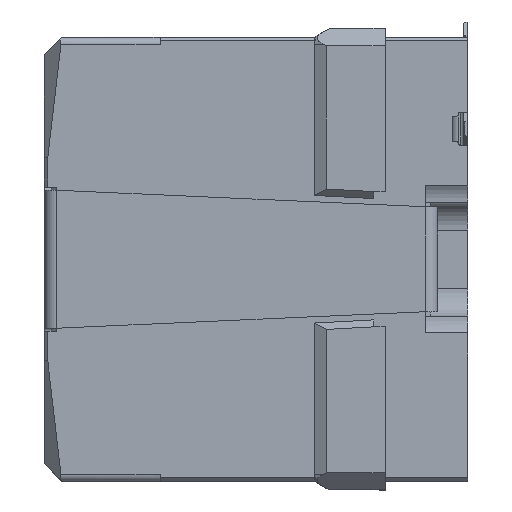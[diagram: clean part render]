
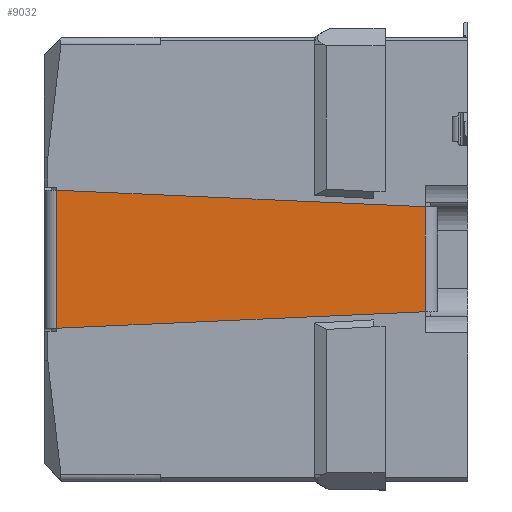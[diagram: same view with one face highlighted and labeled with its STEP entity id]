
A CAD part, left-side view. The second image highlights one B-rep face of the part: STEP entity #9032.
In plain terms, the highlighted planar face has unit normal (-1, 0, 0).
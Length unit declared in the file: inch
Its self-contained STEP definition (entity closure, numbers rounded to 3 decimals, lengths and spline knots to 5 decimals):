
#310 = CARTESIAN_POINT ( 'NONE',  ( -0.30512, -0.33402, 0.29391 ) ) ;
#1264 = CARTESIAN_POINT ( 'NONE',  ( -0.30512, 0.08133, 0.31251 ) ) ;
#1641 = VECTOR ( 'NONE', #7510, 39.37008 ) ;
#1737 = DIRECTION ( 'NONE',  ( 0., 0.999, -0.045 ) ) ;
#1801 = EDGE_CURVE ( 'NONE', #6694, #15781, #3908, .T. ) ;
#1944 = EDGE_CURVE ( 'NONE', #12995, #9894, #2576, .T. ) ;
#2296 = CARTESIAN_POINT ( 'NONE',  ( -0.30512, -0.07164, 0.30567 ) ) ;
#2576 = LINE ( 'NONE', #11465, #3847 ) ;
#2734 = CARTESIAN_POINT ( 'NONE',  ( -0.30512, 0.08133, 0.1571 ) ) ;
#3270 = EDGE_LOOP ( 'NONE', ( #23933, #24960, #16159, #24673, #27564, #22606, #12882, #10782 ) ) ;
#3454 = VECTOR ( 'NONE', #14860, 39.37008 ) ;
#3847 = VECTOR ( 'NONE', #20342, 39.37008 ) ;
#3908 = LINE ( 'NONE', #21671, #13158 ) ;
#4146 = VERTEX_POINT ( 'NONE', #310 ) ;
#4392 = EDGE_CURVE ( 'NONE', #24814, #8686, #24010, .T. ) ;
#5207 = CARTESIAN_POINT ( 'NONE',  ( -0.30512, -0.07164, 0.16394 ) ) ;
#5532 = VECTOR ( 'NONE', #26159, 39.37008 ) ;
#6069 = DIRECTION ( 'NONE',  ( 0., 1., 0. ) ) ;
#6694 = VERTEX_POINT ( 'NONE', #21374 ) ;
#7510 = DIRECTION ( 'NONE',  ( 0., -0.999, 0.045 ) ) ;
#7874 = LINE ( 'NONE', #12379, #3454 ) ;
#8637 = CARTESIAN_POINT ( 'NONE',  ( -0.30512, -0.33402, 0.34307 ) ) ;
#8686 = VERTEX_POINT ( 'NONE', #2296 ) ;
#9032 = ADVANCED_FACE ( 'R�duction de d�tails1_394', ( #25992 ), #17261, .F. ) ;
#9145 = EDGE_CURVE ( 'NONE', #9894, #8686, #7874, .T. ) ;
#9758 = EDGE_CURVE ( 'NONE', #27215, #15781, #11055, .T. ) ;
#9894 = VERTEX_POINT ( 'NONE', #1264 ) ;
#10748 = CARTESIAN_POINT ( 'NONE',  ( -0.30512, -0.18306, 0.30066 ) ) ;
#10782 = ORIENTED_EDGE ( 'NONE', *, *, #9758, .T. ) ;
#11055 = LINE ( 'NONE', #18573, #1641 ) ;
#11465 = CARTESIAN_POINT ( 'NONE',  ( -0.30512, 0.08133, 0.34307 ) ) ;
#12379 = CARTESIAN_POINT ( 'NONE',  ( -0.30512, 0.08133, 0.31251 ) ) ;
#12443 = CARTESIAN_POINT ( 'NONE',  ( -0.30512, -0.07164, 0.16394 ) ) ;
#12882 = ORIENTED_EDGE ( 'NONE', *, *, #13511, .F. ) ;
#12995 = VERTEX_POINT ( 'NONE', #2734 ) ;
#13158 = VECTOR ( 'NONE', #1737, 39.37008 ) ;
#13176 = CARTESIAN_POINT ( 'NONE',  ( -0.30512, -0.07164, 0.34307 ) ) ;
#13511 = EDGE_CURVE ( 'NONE', #27215, #12995, #21610, .T. ) ;
#14860 = DIRECTION ( 'NONE',  ( 0., -0.999, -0.045 ) ) ;
#15781 = VERTEX_POINT ( 'NONE', #21033 ) ;
#16148 = VECTOR ( 'NONE', #17370, 39.37008 ) ;
#16159 = ORIENTED_EDGE ( 'NONE', *, *, #27363, .F. ) ;
#17025 = EDGE_CURVE ( 'NONE', #4146, #6694, #28572, .T. ) ;
#17261 = PLANE ( 'NONE',  #18786 ) ;
#17370 = DIRECTION ( 'NONE',  ( 0., 0., -1. ) ) ;
#18573 = CARTESIAN_POINT ( 'NONE',  ( -0.30512, -0.07969, 0.1643 ) ) ;
#18786 = AXIS2_PLACEMENT_3D ( 'NONE', #13176, #20015, #6069 ) ;
#18989 = DIRECTION ( 'NONE',  ( 0., 0.999, -0.045 ) ) ;
#19759 = LINE ( 'NONE', #10748, #5532 ) ;
#19786 = CARTESIAN_POINT ( 'NONE',  ( -0.30512, -0.06996, 0.30575 ) ) ;
#20015 = DIRECTION ( 'NONE',  ( 1., 0., 0. ) ) ;
#20342 = DIRECTION ( 'NONE',  ( 0., 0., 1. ) ) ;
#20710 = CARTESIAN_POINT ( 'NONE',  ( -0.30512, -0.18306, 0.30066 ) ) ;
#21033 = CARTESIAN_POINT ( 'NONE',  ( -0.30512, -0.18306, 0.16895 ) ) ;
#21374 = CARTESIAN_POINT ( 'NONE',  ( -0.30512, -0.33402, 0.1757 ) ) ;
#21565 = VECTOR ( 'NONE', #23855, 39.37008 ) ;
#21610 = LINE ( 'NONE', #12443, #23112 ) ;
#21671 = CARTESIAN_POINT ( 'NONE',  ( -0.30512, -0.33402, 0.1757 ) ) ;
#22606 = ORIENTED_EDGE ( 'NONE', *, *, #1944, .F. ) ;
#23112 = VECTOR ( 'NONE', #18989, 39.37008 ) ;
#23855 = DIRECTION ( 'NONE',  ( 0., 0.999, 0.045 ) ) ;
#23933 = ORIENTED_EDGE ( 'NONE', *, *, #1801, .F. ) ;
#24010 = LINE ( 'NONE', #19786, #21565 ) ;
#24673 = ORIENTED_EDGE ( 'NONE', *, *, #4392, .T. ) ;
#24814 = VERTEX_POINT ( 'NONE', #20710 ) ;
#24960 = ORIENTED_EDGE ( 'NONE', *, *, #17025, .F. ) ;
#25992 = FACE_OUTER_BOUND ( 'NONE', #3270, .T. ) ;
#26159 = DIRECTION ( 'NONE',  ( 0., -0.999, -0.045 ) ) ;
#27215 = VERTEX_POINT ( 'NONE', #5207 ) ;
#27363 = EDGE_CURVE ( 'NONE', #24814, #4146, #19759, .T. ) ;
#27564 = ORIENTED_EDGE ( 'NONE', *, *, #9145, .F. ) ;
#28572 = LINE ( 'NONE', #8637, #16148 ) ;
